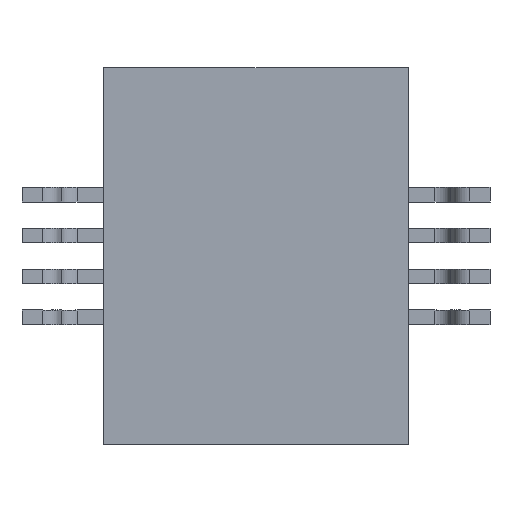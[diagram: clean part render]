
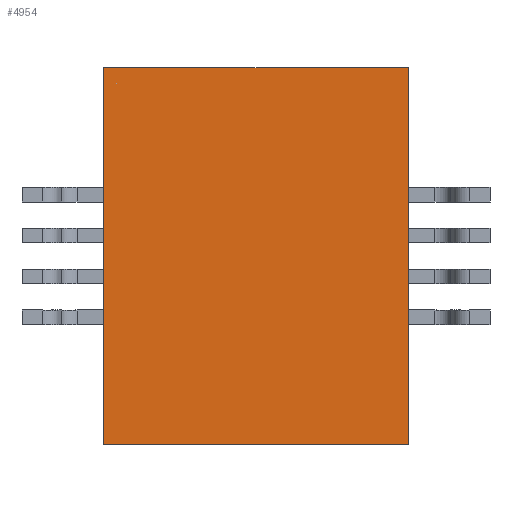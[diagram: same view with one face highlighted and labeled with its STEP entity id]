
A CAD part, front view. The second image highlights one B-rep face of the part: STEP entity #4954.
In plain terms, the highlighted planar face has unit normal (0, -1, 0).
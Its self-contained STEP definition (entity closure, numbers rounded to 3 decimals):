
#14 = AXIS2_PLACEMENT_3D ( 'NONE', #7035, #3351, #7664 ) ;
#221 = ORIENTED_EDGE ( 'NONE', *, *, #1708, .F. ) ;
#385 = CARTESIAN_POINT ( 'NONE',  ( -4.65, 0., -5.75 ) ) ;
#524 = LINE ( 'NONE', #1361, #1974 ) ;
#617 = EDGE_CURVE ( 'NONE', #872, #1645, #4681, .T. ) ;
#872 = VERTEX_POINT ( 'NONE', #6787 ) ;
#950 = VECTOR ( 'NONE', #2920, 1000. ) ;
#984 = EDGE_LOOP ( 'NONE', ( #3990, #221, #2500, #2925 ) ) ;
#1361 = CARTESIAN_POINT ( 'NONE',  ( 4.65, 0., -5.75 ) ) ;
#1388 = DIRECTION ( 'NONE',  ( 0., 0., -1. ) ) ;
#1423 = VECTOR ( 'NONE', #7528, 1000. ) ;
#1645 = VERTEX_POINT ( 'NONE', #5255 ) ;
#1708 = EDGE_CURVE ( 'NONE', #5400, #2653, #5859, .T. ) ;
#1974 = VECTOR ( 'NONE', #1388, 1000. ) ;
#2473 = LINE ( 'NONE', #385, #7198 ) ;
#2500 = ORIENTED_EDGE ( 'NONE', *, *, #2682, .F. ) ;
#2653 = VERTEX_POINT ( 'NONE', #2790 ) ;
#2682 = EDGE_CURVE ( 'NONE', #1645, #5400, #2473, .T. ) ;
#2790 = CARTESIAN_POINT ( 'NONE',  ( 4.65, 0., 5.75 ) ) ;
#2920 = DIRECTION ( 'NONE',  ( 1., 0., 0. ) ) ;
#2925 = ORIENTED_EDGE ( 'NONE', *, *, #617, .F. ) ;
#3351 = DIRECTION ( 'NONE',  ( 0., 1., 0. ) ) ;
#3515 = EDGE_CURVE ( 'NONE', #2653, #872, #524, .T. ) ;
#3990 = ORIENTED_EDGE ( 'NONE', *, *, #3515, .F. ) ;
#4653 = CARTESIAN_POINT ( 'NONE',  ( -4.65, 0., 5.75 ) ) ;
#4681 = LINE ( 'NONE', #5653, #1423 ) ;
#4954 = ADVANCED_FACE ( 'NONE', ( #7610 ), #7636, .F. ) ;
#5255 = CARTESIAN_POINT ( 'NONE',  ( -4.65, 0., -5.75 ) ) ;
#5301 = DIRECTION ( 'NONE',  ( 0., 0., 1. ) ) ;
#5400 = VERTEX_POINT ( 'NONE', #6002 ) ;
#5653 = CARTESIAN_POINT ( 'NONE',  ( -4.65, 0., -5.75 ) ) ;
#5859 = LINE ( 'NONE', #4653, #950 ) ;
#6002 = CARTESIAN_POINT ( 'NONE',  ( -4.65, 0., 5.75 ) ) ;
#6787 = CARTESIAN_POINT ( 'NONE',  ( 4.65, 0., -5.75 ) ) ;
#7035 = CARTESIAN_POINT ( 'NONE',  ( 0., 0., 0. ) ) ;
#7198 = VECTOR ( 'NONE', #5301, 1000. ) ;
#7528 = DIRECTION ( 'NONE',  ( -1., 0., 0. ) ) ;
#7610 = FACE_OUTER_BOUND ( 'NONE', #984, .T. ) ;
#7636 = PLANE ( 'NONE',  #14 ) ;
#7664 = DIRECTION ( 'NONE',  ( 0., 0., 1. ) ) ;
